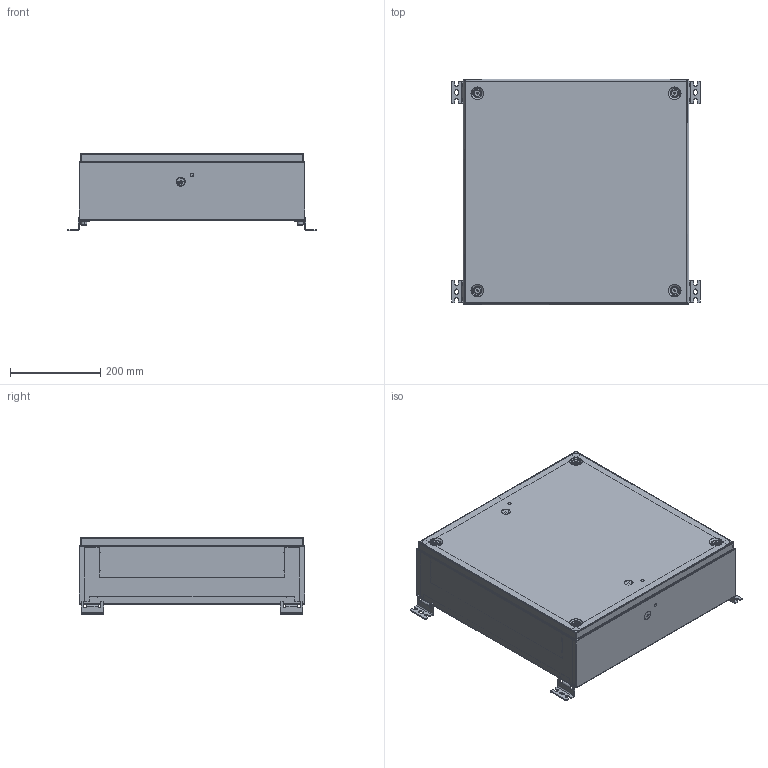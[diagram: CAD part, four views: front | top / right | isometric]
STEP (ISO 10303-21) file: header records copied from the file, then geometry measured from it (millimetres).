
FILE_DESCRIPTION (( 'STEP AP214' ), '1' );
FILE_NAME ('315.515.STEP', '2025-03-17T10:38:58', ( '' ), ( '' ), 'SwSTEP 2.0', 'SolidWorks 2021', '' );
FILE_SCHEMA (( 'AUTOMOTIVE_DESIGN' ));
Length unit declared in the file: millimetre
Products named in the file (19): Âèíò Ì6õ25 ìåáåëüíûé; Çàêëåïêà ðåçüáîâàÿ Ì6 øåñòèãðàííàÿ ñ óìåíüøåííûì áîðòîì; 室.315.515.10.02 署赅 W500D150; ÊÒ.315.515.20.01 Êðûøêà äâåðíàÿ W500H500; 471.100 Íàñòåííîå êðåïëåíèå; Çàêëåïêà ðåçüáîâàÿ Ì8 øåñòèãðàííàÿ ñ óìåíüøåííûì áîðòîì; Øïèëüêà ïðèâàðíàÿ Ì6õ10; Âèíò ñàìîíàðåçíîé Ò25-5,5õ13 TORX.step; Çíàê çàçåìëåíèÿ ô20ìì; Øïèëüêà ïðèâàðíàÿ Ì6õ16; ÊÒ.315.515.10.01 Êîðïóñ øêàôà W500H500D150; 妈眚 DIN 912-󋔊0-Zn; 室.315.515.10.02 署赅 蚜 W500D150.SLDPRT; Ãàñêåòèíã W500H500; 942.155 Ìîíòàæíàÿ ïàíåëü W500H500; ÊÒ.315.515.20.00 Êðûøêà ïåðåäíÿÿ ÑÁ; 315.515; ÊÒ.315.515.10.03 Ðàìà ìîíòàæíîé ïàíåëè; ÊÒ.315.515 ÑÁ Êàðêàñ øêàôà
Assembly tree (41 placements, depth 4):
  315.515
    ÊÒ.315.515 ÑÁ Êàðêàñ øêàôà
      ÊÒ.315.515.10.01 Êîðïóñ øêàôà W500H500D150
      室.315.515.10.02 署赅 蚜 W500D150.SLDPRT  x2
        室.315.515.10.02 署赅 W500D150
        Øïèëüêà ïðèâàðíàÿ Ì6õ10
        Çíàê çàçåìëåíèÿ ô20ìì
      ÊÒ.315.515.10.03 Ðàìà ìîíòàæíîé ïàíåëè  x2
    ÊÒ.315.515.20.00 Êðûøêà ïåðåäíÿÿ ÑÁ
      ÊÒ.315.515.20.01 Êðûøêà äâåðíàÿ W500H500
      Ãàñêåòèíã W500H500
      Øïèëüêà ïðèâàðíàÿ Ì6õ16  x2
      Çíàê çàçåìëåíèÿ ô20ìì  x2
    Çàêëåïêà ðåçüáîâàÿ Ì6 øåñòèãðàííàÿ ñ óìåíüøåííûì áîðòîì  x4
    Çàêëåïêà ðåçüáîâàÿ Ì8 øåñòèãðàííàÿ ñ óìåíüøåííûì áîðòîì  x4
    471.100 Íàñòåííîå êðåïëåíèå  x4
    妈眚 DIN 912-󋔊0-Zn  x4
    Âèíò Ì6õ25 ìåáåëüíûé  x4
    942.155 Ìîíòàæíàÿ ïàíåëü W500H500
    Âèíò ñàìîíàðåçíîé Ò25-5,5õ13 TORX.step  x4
Bounding box: 552 x 500 x 171.6 mm (x, y, z)
Volume: 1603717.3 mm3; surface area: 2403767.2 mm2
Topology: 40 solids, 40 shells, 2076 faces, 5283 edges, 3330 vertices
Faces by surface type: cylinder 1003, plane 812, cone 160, bspline 57, torus 36, sphere 8
Entity records: 34155 total; most frequent: CARTESIAN_POINT 14156, ORIENTED_EDGE 4038, DIRECTION 3890, EDGE_CURVE 2019, AXIS2_PLACEMENT_3D 1375, VERTEX_POINT 1267, LINE 1140, VECTOR 1140
